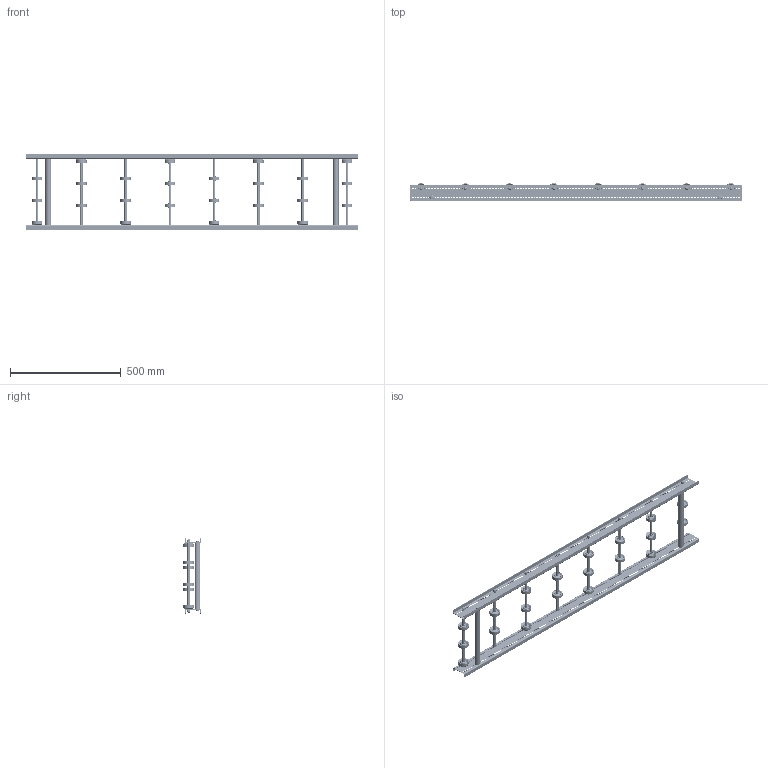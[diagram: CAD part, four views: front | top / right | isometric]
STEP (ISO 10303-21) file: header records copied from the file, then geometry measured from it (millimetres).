
FILE_DESCRIPTION (( 'STEP AP214' ), '1' );
FILE_NAME ('0052450.step', '2021-10-26T13:23:00', ( '' ), ( '' ), 'SwSTEP 2.0', 'SolidWorks 2020', '' );
FILE_SCHEMA (( 'AUTOMOTIVE_DESIGN' ));
Length unit declared in the file: millimetre
Products named in the file (9): Hutmutter_DIN_1587_M8; S100994_Sperrzahnschraube_M08x16-8.8-A2K; Röllchenachse-für-Konfiguration_EL300 Stahl; 0052450; Profil_LRB-20x70x20x2_KFG_S100201_U-PROFIL-20-70-20-2-LRB-L=1500; 0046278_KB-ROHR-12X1,75mm_KFG_L76; S106837_Gewindestange-M8-KFG_L320; Traversen_KFG_L300; K0011528_2200-48-8
Assembly tree (39 placements, depth 3):
  0052450
    Profil_LRB-20x70x20x2_KFG_S100201_U-PROFIL-20-70-20-2-LRB-L=1500  x2
    S100994_Sperrzahnschraube_M08x16-8.8-A2K  x4
    Traversen_KFG_L300  x2
    Röllchenachse-für-Konfiguration_EL300 Stahl  x8
      S106837_Gewindestange-M8-KFG_L320
      0046278_KB-ROHR-12X1,75mm_KFG_L76
      K0011528_2200-48-8
    Hutmutter_DIN_1587_M8  x16
Bounding box: 1500 x 79 x 340 mm (x, y, z)
Volume: 1406705.6 mm3; surface area: 1206031.7 mm2
Topology: 108 solids, 108 shells, 3808 faces, 8720 edges, 5400 vertices
Faces by surface type: cylinder 1808, plane 696, cone 648, torus 640, bspline 16
Entity records: 25353 total; most frequent: DIRECTION 4441, CARTESIAN_POINT 4236, ORIENTED_EDGE 3740, AXIS2_PLACEMENT_3D 1919, EDGE_CURVE 1870, VERTEX_POINT 1218, EDGE_LOOP 1194, CIRCLE 1187
